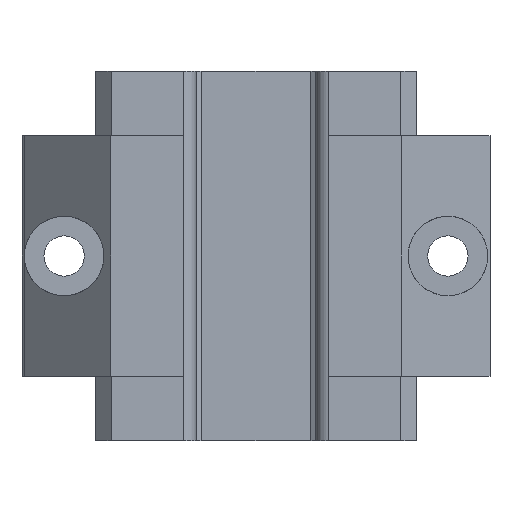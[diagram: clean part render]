
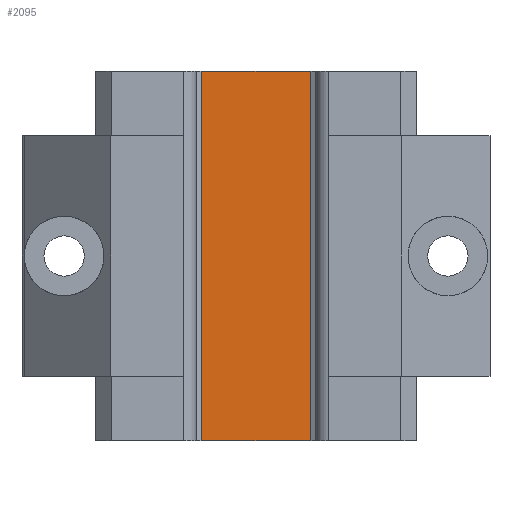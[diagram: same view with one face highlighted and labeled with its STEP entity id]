
A CAD part, front view. The second image highlights one B-rep face of the part: STEP entity #2095.
In plain terms, the highlighted planar face has unit normal (0, -1, 0).
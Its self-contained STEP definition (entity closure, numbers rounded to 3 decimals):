
#390 = EDGE_LOOP ( 'NONE', ( #2700, #2701, #2702, #2703 ) ) ;
#1212 = EDGE_CURVE ( 'NONE', #9588, #9587, #5227, .T. ) ;
#1246 = EDGE_CURVE ( 'NONE', #9616, #9588, #5301, .T. ) ;
#1251 = EDGE_CURVE ( 'NONE', #9617, #9616, #5310, .T. ) ;
#1255 = EDGE_CURVE ( 'NONE', #9617, #9587, #5318, .T. ) ;
#2095 = ADVANCED_FACE ( 'NONE', ( #5507 ), #5965, .F. ) ;
#2442 = AXIS2_PLACEMENT_3D ( 'NONE', #5968, #5974, #5975 ) ;
#2700 = ORIENTED_EDGE ( 'NONE', *, *, #1255, .T. ) ;
#2701 = ORIENTED_EDGE ( 'NONE', *, *, #1212, .F. ) ;
#2702 = ORIENTED_EDGE ( 'NONE', *, *, #1246, .F. ) ;
#2703 = ORIENTED_EDGE ( 'NONE', *, *, #1251, .F. ) ;
#4622 = CARTESIAN_POINT ( 'NONE',  ( 15.68, -15.85, 47.4 ) ) ;
#4632 = DIRECTION ( 'NONE',  ( 0., 0., -1. ) ) ;
#4698 = CARTESIAN_POINT ( 'NONE',  ( -15.68, -15.85, 47.4 ) ) ;
#4703 = CARTESIAN_POINT ( 'NONE',  ( 0., -15.85, 39.5 ) ) ;
#4704 = DIRECTION ( 'NONE',  ( 1., 0., 0. ) ) ;
#4714 = DIRECTION ( 'NONE',  ( 0., 0., 1. ) ) ;
#4722 = CARTESIAN_POINT ( 'NONE',  ( 0., -15.85, -39.5 ) ) ;
#4723 = DIRECTION ( 'NONE',  ( 1., 0., 0. ) ) ;
#5227 = LINE ( 'NONE', #4622, #5238 ) ;
#5238 = VECTOR ( 'NONE', #4632, 1000. ) ;
#5296 = VECTOR ( 'NONE', #4714, 1000. ) ;
#5301 = LINE ( 'NONE', #4703, #5302 ) ;
#5302 = VECTOR ( 'NONE', #4704, 1000. ) ;
#5310 = LINE ( 'NONE', #4698, #5296 ) ;
#5318 = LINE ( 'NONE', #4722, #5319 ) ;
#5319 = VECTOR ( 'NONE', #4723, 1000. ) ;
#5507 = FACE_OUTER_BOUND ( 'NONE', #390, .T. ) ;
#5965 = PLANE ( 'NONE',  #2442 ) ;
#5968 = CARTESIAN_POINT ( 'NONE',  ( 15.68, -15.85, 47.4 ) ) ;
#5974 = DIRECTION ( 'NONE',  ( 0., 1., 0. ) ) ;
#5975 = DIRECTION ( 'NONE',  ( 0., 0., 1. ) ) ;
#6757 = CARTESIAN_POINT ( 'NONE',  ( 15.68, -15.85, -39.5 ) ) ;
#6758 = CARTESIAN_POINT ( 'NONE',  ( 15.68, -15.85, 39.5 ) ) ;
#6786 = CARTESIAN_POINT ( 'NONE',  ( -15.68, -15.85, 39.5 ) ) ;
#6787 = CARTESIAN_POINT ( 'NONE',  ( -15.68, -15.85, -39.5 ) ) ;
#9587 = VERTEX_POINT ( 'NONE', #6757 ) ;
#9588 = VERTEX_POINT ( 'NONE', #6758 ) ;
#9616 = VERTEX_POINT ( 'NONE', #6786 ) ;
#9617 = VERTEX_POINT ( 'NONE', #6787 ) ;
